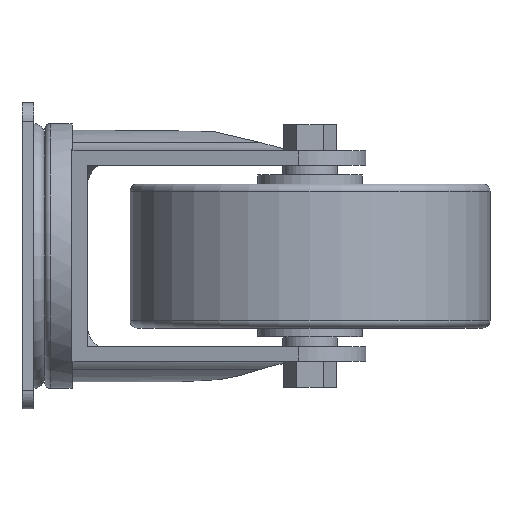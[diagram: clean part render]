
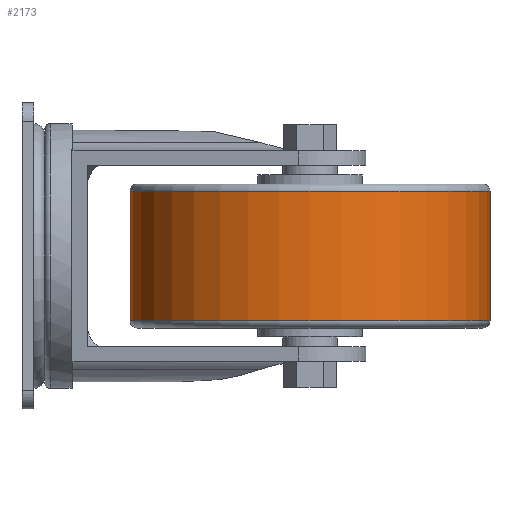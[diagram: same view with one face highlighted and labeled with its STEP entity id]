
A CAD part, left-side view. The second image highlights one B-rep face of the part: STEP entity #2173.
In plain terms, the highlighted cylindrical face has radius 50 mm (diameter 100 mm), a full revolution.
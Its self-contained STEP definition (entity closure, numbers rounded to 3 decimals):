
#62=CYLINDRICAL_SURFACE('',#2397,50.);
#157=CIRCLE('',#2396,50.);
#158=CIRCLE('',#2398,50.);
#541=ORIENTED_EDGE('',*,*,#1004,.T.);
#542=ORIENTED_EDGE('',*,*,#1003,.F.);
#1003=EDGE_CURVE('',#1264,#1264,#157,.T.);
#1004=EDGE_CURVE('',#1265,#1265,#158,.T.);
#1264=VERTEX_POINT('',#3603);
#1265=VERTEX_POINT('',#3606);
#1797=EDGE_LOOP('',(#541));
#1798=EDGE_LOOP('',(#542));
#1963=FACE_BOUND('',#1797,.T.);
#1964=FACE_BOUND('',#1798,.T.);
#2173=ADVANCED_FACE('',(#1963,#1964),#62,.T.);
#2396=AXIS2_PLACEMENT_3D('',#3602,#2900,#2901);
#2397=AXIS2_PLACEMENT_3D('',#3604,#2902,#2903);
#2398=AXIS2_PLACEMENT_3D('',#3605,#2904,#2905);
#2900=DIRECTION('',(0.,0.,-1.));
#2901=DIRECTION('',(-1.,0.,0.));
#2902=DIRECTION('',(0.,0.,-1.));
#2903=DIRECTION('',(-1.,0.,0.));
#2904=DIRECTION('',(0.,0.,-1.));
#2905=DIRECTION('',(-1.,0.,0.));
#3602=CARTESIAN_POINT('',(0.,0.,-18.));
#3603=CARTESIAN_POINT('',(-50.,0.,-18.));
#3604=CARTESIAN_POINT('',(0.,0.,-22.5));
#3605=CARTESIAN_POINT('',(0.,0.,18.));
#3606=CARTESIAN_POINT('',(-50.,0.,18.));
